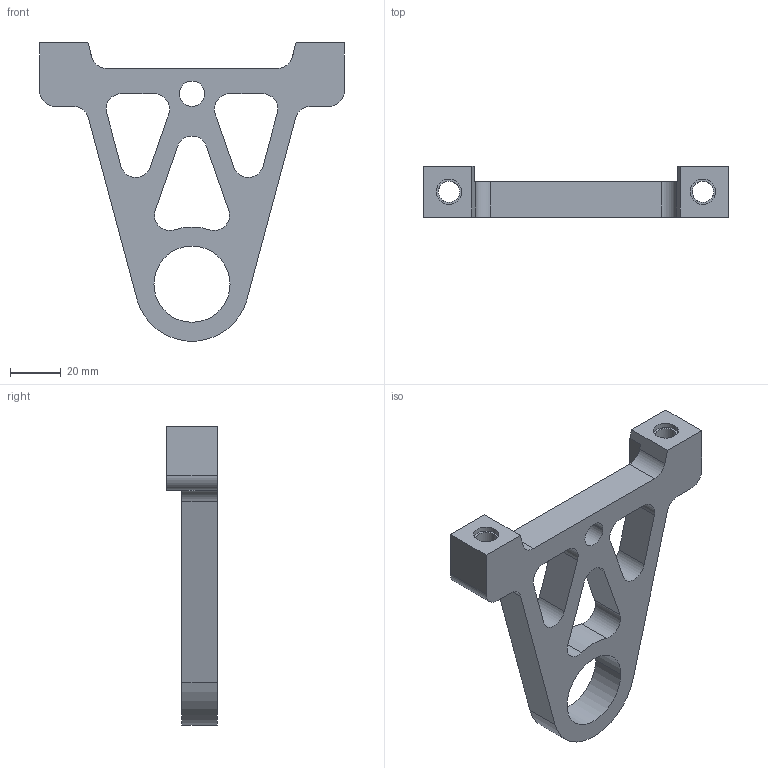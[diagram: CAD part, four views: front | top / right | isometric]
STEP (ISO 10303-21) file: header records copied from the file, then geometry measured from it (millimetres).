
FILE_DESCRIPTION(('CATIA V5 STEP Exchange'),'2;1');
FILE_NAME('platine1.stp','2022-04-07T13:08:19+00:00',('none'),('none'),'CATIA Version 5 Release 20 GA (IN-10)','CATIA V5 STEP AP203','none');
FILE_SCHEMA(('CONFIG_CONTROL_DESIGN'));
Length unit declared in the file: millimetre
Products named in the file (1): Platine
Bounding box: 120 x 20 x 117.41 mm (x, y, z)
Volume: 71052.9 mm3; surface area: 23763.6 mm2
Topology: 1 solids, 1 shells, 60 faces, 174 edges, 116 vertices
Faces by surface type: cylinder 31, plane 29
Entity records: 1945 total; most frequent: CARTESIAN_POINT 360, ORIENTED_EDGE 348, DIRECTION 258, EDGE_CURVE 174, VERTEX_POINT 116, AXIS2_PLACEMENT_3D 110, VECTOR 104, LINE 104
